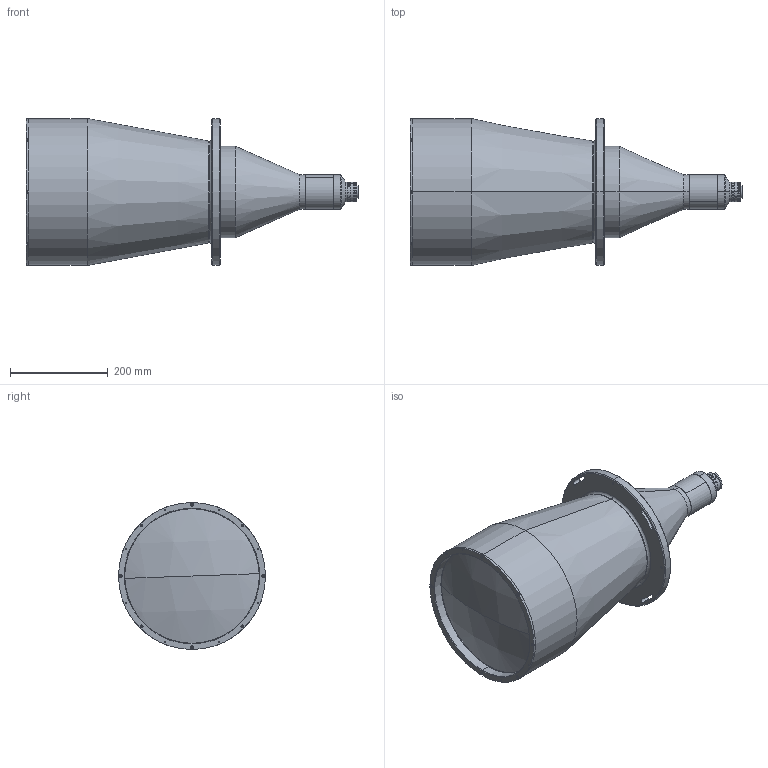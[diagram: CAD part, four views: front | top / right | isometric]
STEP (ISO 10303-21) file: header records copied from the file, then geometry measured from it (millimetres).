
FILE_DESCRIPTION (( 'STEP AP203' ), '1' );
FILE_NAME ('XF-PTL26808-C.STEP', '2019-07-20T09:56:51', ( 'puyufan' ), ( '' ), 'SwSTEP 2.0', 'SolidWorks 2014', '' );
FILE_SCHEMA (( 'CONFIG_CONTROL_DESIGN' ));
Length unit declared in the file: millimetre
Products named in the file (1): XF-PTL26808-C
Bounding box: 677.84 x 300 x 300 mm (x, y, z)
Surface area: 656283.1 mm2 (no closed solid volume)
Topology: 0 solids, 47 shells, 315 faces, 1384 edges, 1107 vertices
Faces by surface type: cylinder 144, plane 99, torus 44, cone 26, sphere 2
Entity records: 19448 total; most frequent: CARTESIAN_POINT 8161, DIRECTION 2375, ORIENTED_EDGE 1972, EDGE_CURVE 1376, VERTEX_POINT 1107, AXIS2_PLACEMENT_3D 917, CIRCLE 601, VECTOR 541
